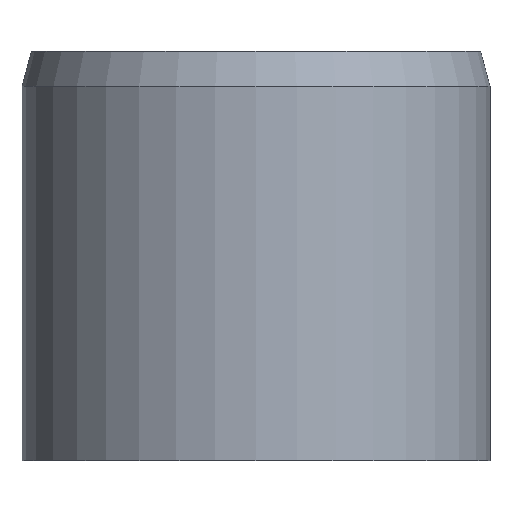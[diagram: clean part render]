
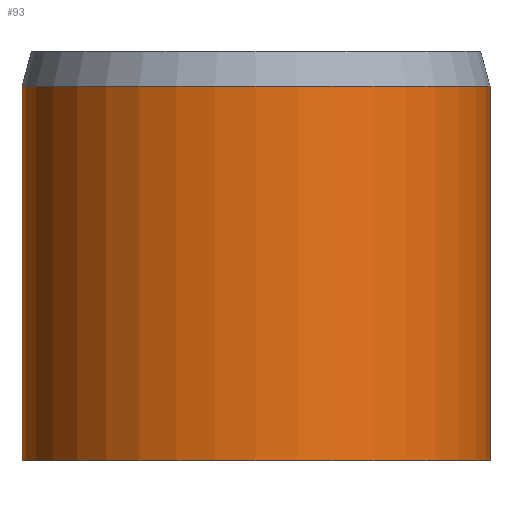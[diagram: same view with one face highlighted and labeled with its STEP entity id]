
A CAD part, front view. The second image highlights one B-rep face of the part: STEP entity #93.
In plain terms, the highlighted cylindrical face has radius 8 mm (diameter 16 mm), a full revolution.
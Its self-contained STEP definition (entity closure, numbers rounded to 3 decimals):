
#18=FACE_BOUND($,#35,.T.);
#27=FACE_OUTER_BOUND($,#34,.T.);
#34=EDGE_LOOP($,(#74));
#35=EDGE_LOOP($,(#75));
#50=CIRCLE($,#105,8.);
#51=CIRCLE($,#106,8.);
#58=VERTEX_POINT($,#156);
#59=VERTEX_POINT($,#158);
#66=EDGE_CURVE($,#58,#58,#50,.T.);
#67=EDGE_CURVE($,#59,#59,#51,.T.);
#74=ORIENTED_EDGE($,*,*,#66,.F.);
#75=ORIENTED_EDGE($,*,*,#67,.T.);
#90=CYLINDRICAL_SURFACE($,#104,8.);
#93=ADVANCED_FACE($,(#27,#18),#90,.T.);
#104=AXIS2_PLACEMENT_3D($,#155,#122,#123);
#105=AXIS2_PLACEMENT_3D($,#157,#124,#125);
#106=AXIS2_PLACEMENT_3D($,#159,#126,#127);
#122=DIRECTION('center_axis',(0.,0.,1.));
#123=DIRECTION('ref_axis',(0.,-1.,0.));
#124=DIRECTION('center_axis',(0.,0.,1.));
#125=DIRECTION('ref_axis',(0.,-1.,0.));
#126=DIRECTION('center_axis',(0.,0.,1.));
#127=DIRECTION('ref_axis',(0.,-1.,0.));
#155=CARTESIAN_POINT('Origin',(0.,0.,-0.652));
#156=CARTESIAN_POINT('',(0.,-8.,5.748));
#157=CARTESIAN_POINT('Origin',(0.,0.,5.748));
#158=CARTESIAN_POINT('',(0.,-8.,-7.052));
#159=CARTESIAN_POINT('Origin',(0.,0.,-7.052));
